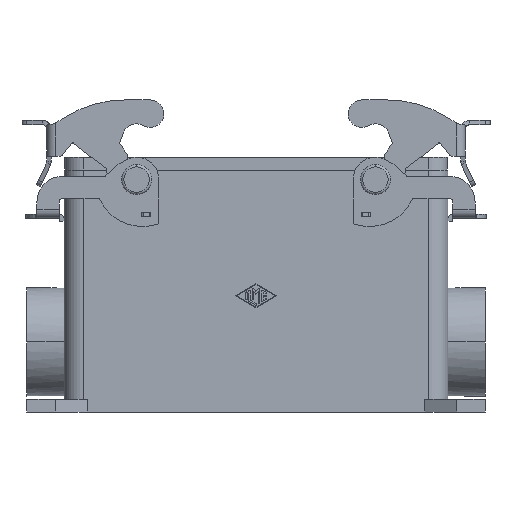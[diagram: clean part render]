
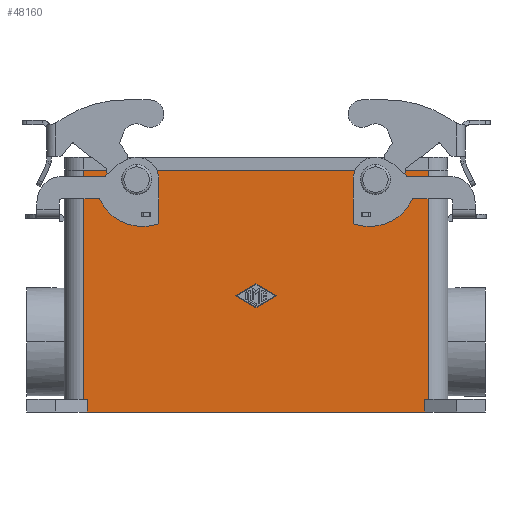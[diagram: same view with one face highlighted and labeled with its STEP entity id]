
A CAD part, front view. The second image highlights one B-rep face of the part: STEP entity #48160.
In plain terms, the highlighted planar face has unit normal (0, -1, 0).
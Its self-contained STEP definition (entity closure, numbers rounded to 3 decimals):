
#13520=CARTESIAN_POINT('',(0.,-22.25,1.5)
);
#13530=VERTEX_POINT('',#13520);
#13710=CARTESIAN_POINT('',(0.,-22.25,
-1.5));
#13720=VERTEX_POINT('',#13710);
#13750=CARTESIAN_POINT('',(0.,-22.25,0.));
#13760=DIRECTION('',(0.,1.,0.));
#13770=DIRECTION('',(0.,0.,1.));
#13780=AXIS2_PLACEMENT_3D('',#13750,#13760,#13770);
#13790=CIRCLE('',#13780,1.5);
#13800=EDGE_CURVE('',#13720,#13530,#13790,.T.);
#19260=CARTESIAN_POINT('',(-75.,-22.25,-1.5));
#19270=VERTEX_POINT('',#19260);
#19320=CARTESIAN_POINT('',(-75.,-22.25,0.));
#19330=DIRECTION('',(0.,1.,0.));
#19340=DIRECTION('',(0.,0.,1.));
#19350=AXIS2_PLACEMENT_3D('',#19320,#19330,#19340);
#19360=CIRCLE('',#19350,1.5);
#19370=CARTESIAN_POINT('',(-75.,-22.25,1.5));
#19380=VERTEX_POINT('',#19370);
#19390=EDGE_CURVE('',#19270,#19380,#19360,.T.);
#37760=CARTESIAN_POINT('',(-37.5,-22.25,-40.249));
#37770=VERTEX_POINT('',#37760);
#37820=CARTESIAN_POINT('',(-37.5,-22.25,-40.249));
#37830=DIRECTION('',(-0.866,0.,0.5));
#37840=VECTOR('',#37830,7.504);
#37850=LINE('',#37820,#37840);
#37860=CARTESIAN_POINT('',(-44.,-22.25,-36.5));
#37870=VERTEX_POINT('',#37860);
#37880=EDGE_CURVE('',#37770,#37870,#37850,.T.);
#38230=CARTESIAN_POINT('',(-31.,-22.25,-36.5));
#38240=VERTEX_POINT('',#38230);
#38290=CARTESIAN_POINT('',(-31.,-22.25,-36.5));
#38300=DIRECTION('',(-0.866,0.,-0.5));
#38310=VECTOR('',#38300,7.504);
#38320=LINE('',#38290,#38310);
#38330=EDGE_CURVE('',#38240,#37770,#38320,.T.);
#38610=CARTESIAN_POINT('',(-37.5,-22.25,-32.751));
#38620=VERTEX_POINT('',#38610);
#38670=CARTESIAN_POINT('',(-37.5,-22.25,-32.751));
#38680=DIRECTION('',(0.866,0.,-0.5));
#38690=VECTOR('',#38680,7.504);
#38700=LINE('',#38670,#38690);
#38710=EDGE_CURVE('',#38620,#38240,#38700,.T.);
#38960=CARTESIAN_POINT('',(-44.,-22.25,-36.5));
#38970=DIRECTION('',(0.866,0.,0.5));
#38980=VECTOR('',#38970,7.504);
#38990=LINE('',#38960,#38980);
#39000=EDGE_CURVE('',#37870,#38620,#38990,.T.);
#47290=CARTESIAN_POINT('',(15.5,-22.25,-73.));
#47300=DIRECTION('',(0.,-1.,0.));
#47310=DIRECTION('',(0.,0.,-1.));
#47320=AXIS2_PLACEMENT_3D('',#47290,#47300,#47310);
#47330=PLANE('',#47320);
#47340=CARTESIAN_POINT('',(-90.5,-22.25,-69.));
#47350=DIRECTION('',(-1.,0.,0.));
#47360=VECTOR('',#47350,1.25);
#47370=LINE('',#47340,#47360);
#47380=CARTESIAN_POINT('',(-90.5,-22.25,-69.));
#47390=VERTEX_POINT('',#47380);
#47400=CARTESIAN_POINT('',(-91.75,-22.25,-69.));
#47410=VERTEX_POINT('',#47400);
#47420=EDGE_CURVE('',#47390,#47410,#47370,.T.);
#47430=ORIENTED_EDGE('',*,*,#47420,.F.);
#47440=CARTESIAN_POINT('',(-91.75,-22.25,-69.));
#47450=DIRECTION('',(0.,0.,1.));
#47460=VECTOR('',#47450,72.);
#47470=LINE('',#47440,#47460);
#47480=CARTESIAN_POINT('',(-91.75,-22.25,3.));
#47490=VERTEX_POINT('',#47480);
#47500=EDGE_CURVE('',#47410,#47490,#47470,.T.);
#47510=ORIENTED_EDGE('',*,*,#47500,.F.);
#47520=CARTESIAN_POINT('',(16.75,-22.25,3.));
#47530=DIRECTION('',(-1.,0.,0.));
#47540=VECTOR('',#47530,108.5);
#47550=LINE('',#47520,#47540);
#47560=CARTESIAN_POINT('',(16.75,-22.25,3.));
#47570=VERTEX_POINT('',#47560);
#47580=EDGE_CURVE('',#47570,#47490,#47550,.T.);
#47590=ORIENTED_EDGE('',*,*,#47580,.T.);
#47600=CARTESIAN_POINT('',(16.75,-22.25,-69.));
#47610=DIRECTION('',(0.,0.,1.));
#47620=VECTOR('',#47610,72.);
#47630=LINE('',#47600,#47620);
#47640=CARTESIAN_POINT('',(16.75,-22.25,-69.));
#47650=VERTEX_POINT('',#47640);
#47660=EDGE_CURVE('',#47650,#47570,#47630,.T.);
#47670=ORIENTED_EDGE('',*,*,#47660,.T.);
#47680=CARTESIAN_POINT('',(16.75,-22.25,-69.));
#47690=DIRECTION('',(-1.,0.,0.));
#47700=VECTOR('',#47690,1.25);
#47710=LINE('',#47680,#47700);
#47720=CARTESIAN_POINT('',(15.5,-22.25,-69.));
#47730=VERTEX_POINT('',#47720);
#47740=EDGE_CURVE('',#47650,#47730,#47710,.T.);
#47750=ORIENTED_EDGE('',*,*,#47740,.F.);
#47760=CARTESIAN_POINT('',(15.5,-22.25,-73.));
#47770=DIRECTION('',(0.,0.,1.));
#47780=VECTOR('',#47770,4.);
#47790=LINE('',#47760,#47780);
#47800=CARTESIAN_POINT('',(15.5,-22.25,-73.));
#47810=VERTEX_POINT('',#47800);
#47820=EDGE_CURVE('',#47810,#47730,#47790,.T.);
#47830=ORIENTED_EDGE('',*,*,#47820,.T.);
#47840=CARTESIAN_POINT('',(15.5,-22.25,-73.));
#47850=DIRECTION('',(-1.,0.,0.));
#47860=VECTOR('',#47850,106.);
#47870=LINE('',#47840,#47860);
#47880=CARTESIAN_POINT('',(-90.5,-22.25,-73.));
#47890=VERTEX_POINT('',#47880);
#47900=EDGE_CURVE('',#47810,#47890,#47870,.T.);
#47910=ORIENTED_EDGE('',*,*,#47900,.F.);
#47920=CARTESIAN_POINT('',(-90.5,-22.25,-73.));
#47930=DIRECTION('',(0.,0.,1.));
#47940=VECTOR('',#47930,4.);
#47950=LINE('',#47920,#47940);
#47960=EDGE_CURVE('',#47890,#47390,#47950,.T.);
#47970=ORIENTED_EDGE('',*,*,#47960,.F.);
#47980=EDGE_LOOP('',(#47970,#47910,#47830,#47750,#47670,#47590,#47510,
#47430));
#47990=FACE_OUTER_BOUND('',#47980,.T.);
#48000=EDGE_CURVE('',#13530,#13720,#13790,.T.);
#48010=ORIENTED_EDGE('',*,*,#48000,.T.);
#48020=ORIENTED_EDGE('',*,*,#13800,.T.);
#48030=EDGE_LOOP('',(#48020,#48010));
#48040=FACE_BOUND('',#48030,.T.);
#48050=EDGE_CURVE('',#19380,#19270,#19360,.T.);
#48060=ORIENTED_EDGE('',*,*,#48050,.T.);
#48070=ORIENTED_EDGE('',*,*,#19390,.T.);
#48080=EDGE_LOOP('',(#48070,#48060));
#48090=FACE_BOUND('',#48080,.T.);
#48100=ORIENTED_EDGE('',*,*,#38330,.T.);
#48110=ORIENTED_EDGE('',*,*,#38710,.T.);
#48120=ORIENTED_EDGE('',*,*,#39000,.T.);
#48130=ORIENTED_EDGE('',*,*,#37880,.T.);
#48140=EDGE_LOOP('',(#48130,#48120,#48110,#48100));
#48150=FACE_BOUND('',#48140,.T.);
#48160=ADVANCED_FACE('',(#47990,#48040,#48090,#48150),#47330,.T.);
